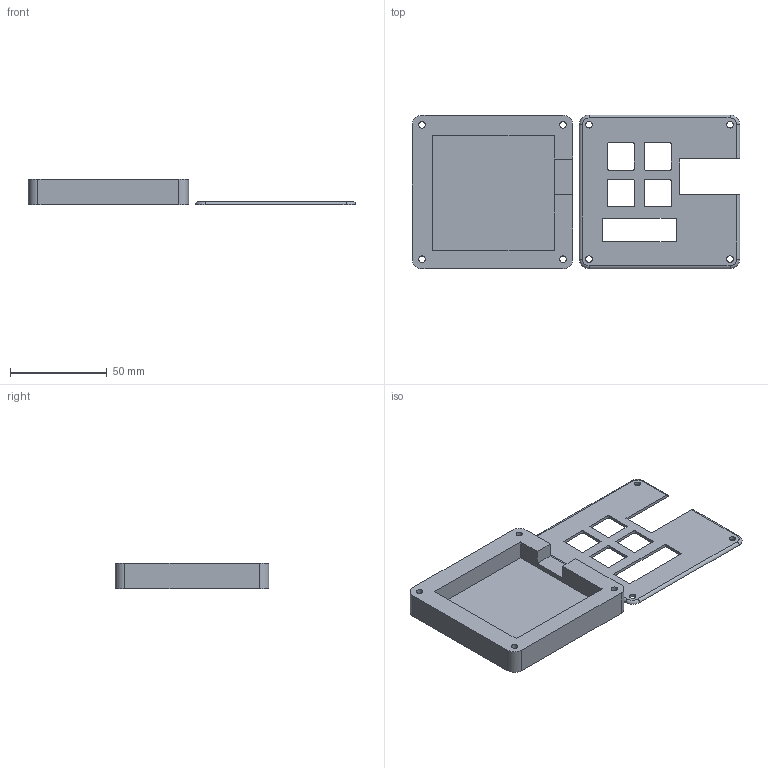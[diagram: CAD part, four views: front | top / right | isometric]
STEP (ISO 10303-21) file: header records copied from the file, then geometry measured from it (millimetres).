
FILE_DESCRIPTION(/* description */ (''),/* implementation_level */ '2;1');
FILE_NAME(/* name */ 'macropad.step',/* time_stamp */ '2025-12-27T18:10:51-05:00',/* author */ (''),/* organization */ (''),/* preprocessor_version */ 'ST-DEVELOPER v20.1',/* originating_system */ 'Autodesk Translation Framework v14.21.0.0',/* authorisation */ '');
FILE_SCHEMA (('AUTOMOTIVE_DESIGN { 1 0 10303 214 3 1 1 }'));
Length unit declared in the file: inch
Products named in the file (4): macropad; fidgettoy; plate; box
Assembly tree (3 placements, depth 2):
  macropad
    fidgettoy
    plate
    box
Bounding box: 169.38 x 79.6 x 13 mm (x, y, z)
Volume: 52896.5 mm3; surface area: 30599.1 mm2
Topology: 2 solids, 2 shells, 481 faces, 1344 edges, 896 vertices
Faces by surface type: bspline 288, plane 152, cylinder 37, torus 4
Full cylindrical faces by diameter (mm): 3.4 x8, 6 x4
Entity records: 18250 total; most frequent: CARTESIAN_POINT 7624, ORIENTED_EDGE 2688, EDGE_CURVE 1344, DIRECTION 1250, VERTEX_POINT 896, LINE 686, VECTOR 686, B_SPLINE_CURVE_WITH_KNOTS 576
